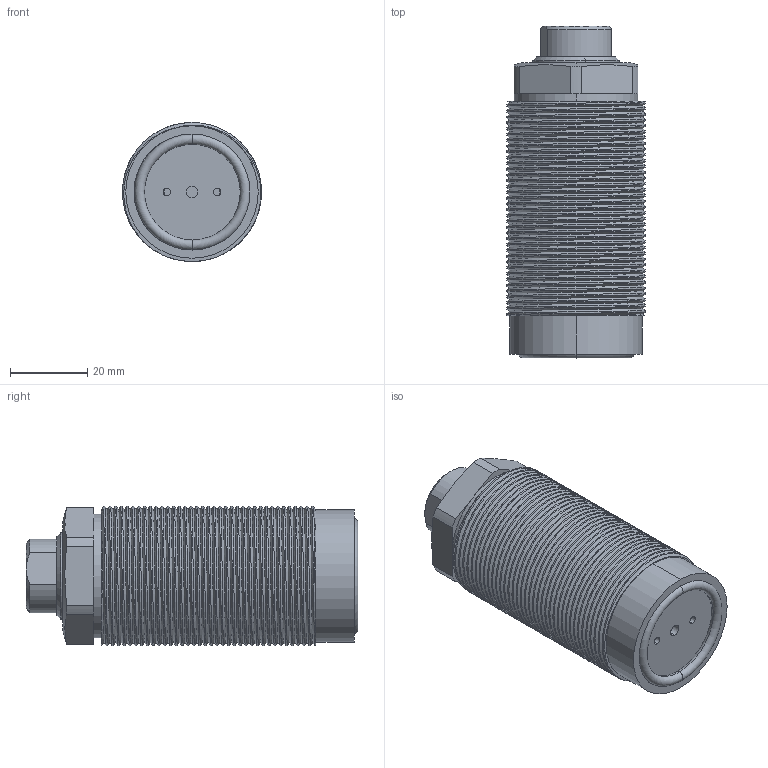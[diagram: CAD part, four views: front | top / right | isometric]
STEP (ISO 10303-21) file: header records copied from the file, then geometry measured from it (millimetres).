
FILE_DESCRIPTION (( 'STEP AP214' ), '1' );
FILE_NAME ('CTC-K036AL.STEP', '2018-10-29T00:51:42', ( '' ), ( '' ), 'SwSTEP 2.0', 'SolidWorks 2016', '' );
FILE_SCHEMA (( 'AUTOMOTIVE_DESIGN' ));
Length unit declared in the file: millimetre
Products named in the file (4): CTC-K036(O); CTC-K036AL(HSG); CTC-K036AL(BT); CTC-K036AL
Assembly tree (3 placements, depth 2):
  CTC-K036AL
    CTC-K036AL(BT)
    CTC-K036AL(HSG)
    CTC-K036(O)
Bounding box: 35.97 x 85.9 x 36 mm (x, y, z)
Volume: 64617.8 mm3; surface area: 28872.7 mm2
Topology: 3 solids, 3 shells, 148 faces, 393 edges, 255 vertices
Faces by surface type: cylinder 108, plane 25, cone 9, torus 4, bspline 2
Entity records: 9034 total; most frequent: CARTESIAN_POINT 5582, ORIENTED_EDGE 782, DIRECTION 620, EDGE_CURVE 391, VERTEX_POINT 255, AXIS2_PLACEMENT_3D 242, EDGE_LOOP 162, ADVANCED_FACE 148
